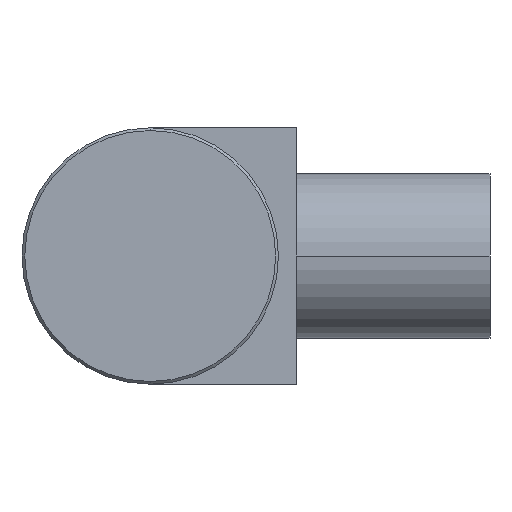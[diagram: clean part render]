
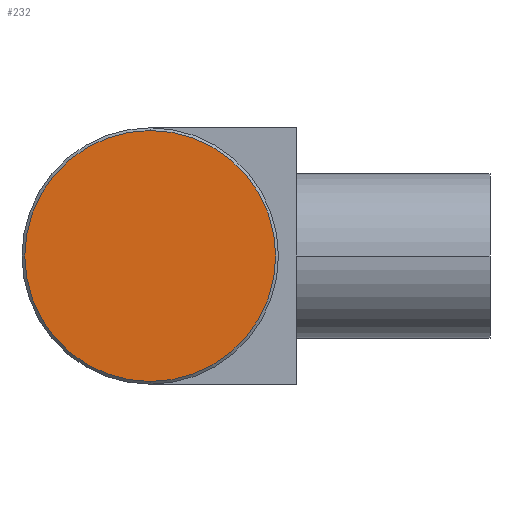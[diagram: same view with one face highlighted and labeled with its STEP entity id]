
A CAD part, left-side view. The second image highlights one B-rep face of the part: STEP entity #232.
In plain terms, the highlighted planar face has unit normal (-1, 0, 0).
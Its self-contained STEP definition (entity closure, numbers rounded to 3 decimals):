
#5 = EDGE_CURVE ( 'NONE', #590, #290, #537, .T. ) ;
#127 = DIRECTION ( 'NONE',  ( -1., 0., 0. ) ) ;
#193 = EDGE_CURVE ( 'NONE', #290, #590, #453, .T. ) ;
#226 = CARTESIAN_POINT ( 'NONE',  ( 0., 0., 0. ) ) ;
#232 = ADVANCED_FACE ( 'NONE', ( #1100 ), #1176, .F. ) ;
#233 = ORIENTED_EDGE ( 'NONE', *, *, #193, .T. ) ;
#238 = EDGE_LOOP ( 'NONE', ( #732, #233 ) ) ;
#290 = VERTEX_POINT ( 'NONE', #709 ) ;
#337 = DIRECTION ( 'NONE',  ( 1., 0., 0. ) ) ;
#430 = DIRECTION ( 'NONE',  ( 0., 0., -1. ) ) ;
#453 = CIRCLE ( 'NONE', #608, 13.7 ) ;
#479 = CARTESIAN_POINT ( 'NONE',  ( 0., 0., 0. ) ) ;
#537 = CIRCLE ( 'NONE', #1067, 13.7 ) ;
#590 = VERTEX_POINT ( 'NONE', #916 ) ;
#608 = AXIS2_PLACEMENT_3D ( 'NONE', #226, #127, #773 ) ;
#661 = DIRECTION ( 'NONE',  ( 0., 0., 1. ) ) ;
#709 = CARTESIAN_POINT ( 'NONE',  ( 0., 0., 13.7 ) ) ;
#732 = ORIENTED_EDGE ( 'NONE', *, *, #5, .T. ) ;
#773 = DIRECTION ( 'NONE',  ( 0., 0., 1. ) ) ;
#853 = DIRECTION ( 'NONE',  ( -1., 0., 0. ) ) ;
#857 = AXIS2_PLACEMENT_3D ( 'NONE', #887, #337, #430 ) ;
#887 = CARTESIAN_POINT ( 'NONE',  ( 0., 0., 0. ) ) ;
#916 = CARTESIAN_POINT ( 'NONE',  ( 0., 0., -13.7 ) ) ;
#1067 = AXIS2_PLACEMENT_3D ( 'NONE', #479, #853, #661 ) ;
#1100 = FACE_OUTER_BOUND ( 'NONE', #238, .T. ) ;
#1176 = PLANE ( 'NONE',  #857 ) ;
